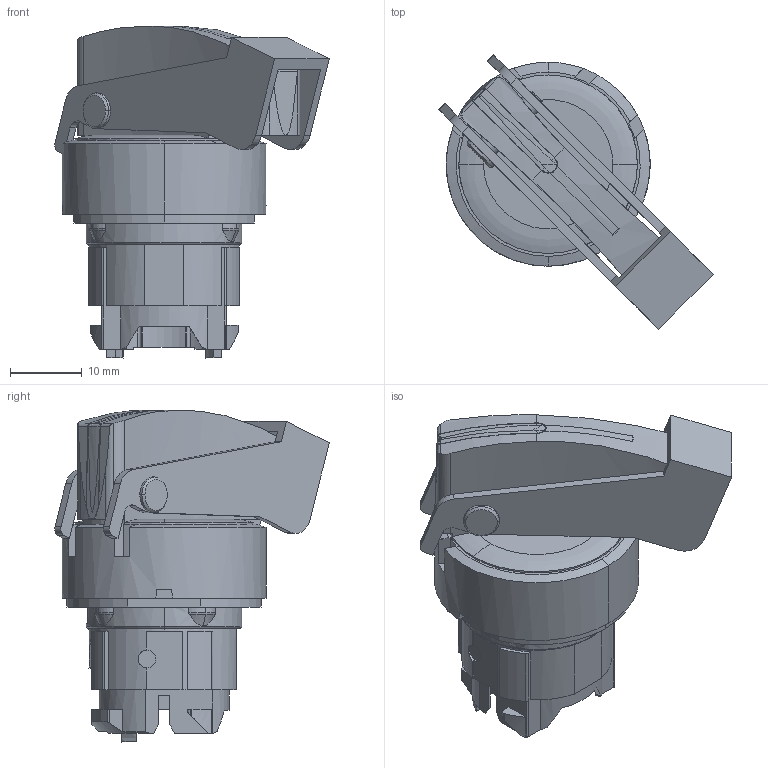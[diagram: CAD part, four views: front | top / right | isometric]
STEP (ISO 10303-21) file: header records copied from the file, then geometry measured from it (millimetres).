
FILE_DESCRIPTION(('STEP AP242'),'1');
FILE_NAME('zb4_bj294.stp','2019-10-16T16:17:30',('TraceParts'),('TraceParts S.A.'),'Spatial InterOp 3D',' ',' ');
FILE_SCHEMA(('AP242_MANAGED_MODEL_BASED_3D_ENGINEERING_MIM_LF {1 0 10303 442 1 1 4}'));
Length unit declared in the file: millimetre
Products named in the file (1): zb4_bj294_1
Bounding box: 38.36 x 38.36 x 46.38 mm (x, y, z)
Volume: 16215.1 mm3; surface area: 7862.2 mm2
Topology: 2 solids, 2 shells, 419 faces, 1234 edges, 818 vertices
Faces by surface type: plane 218, cylinder 153, cone 26, torus 20, sphere 2
Entity records: 15477 total; most frequent: CARTESIAN_POINT 4108, ORIENTED_EDGE 2456, DIRECTION 2407, EDGE_CURVE 1228, AXIS2_PLACEMENT_3D 881, VERTEX_POINT 818, LINE 645, VECTOR 645
